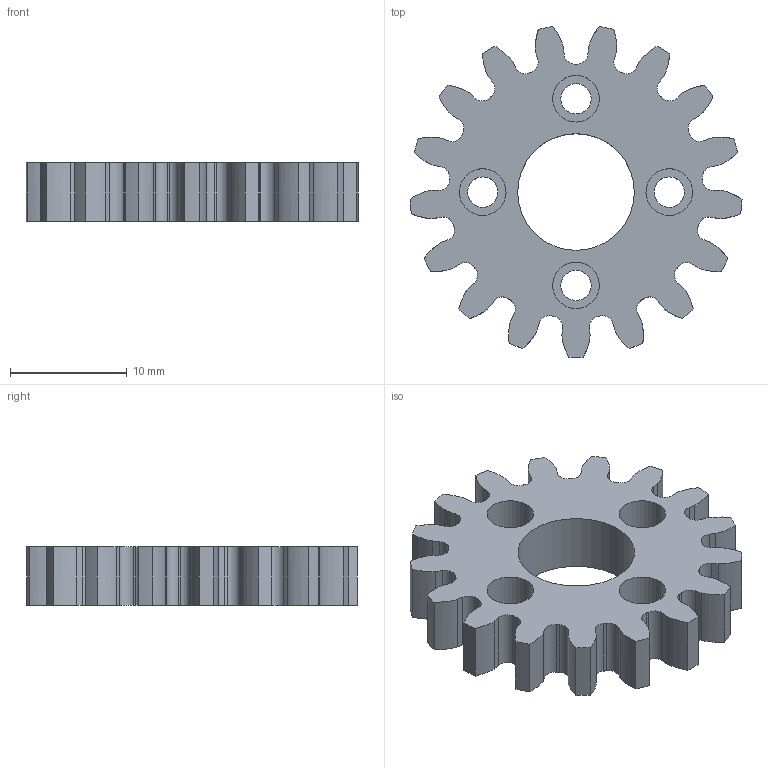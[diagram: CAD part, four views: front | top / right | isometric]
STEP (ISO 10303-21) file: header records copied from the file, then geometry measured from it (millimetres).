
FILE_DESCRIPTION(/* description */ (''),/* implementation_level */ '2;1');
FILE_NAME(/* name */ 'rotor_gear.step',/* time_stamp */ '2026-02-16T15:06:41-08:00',/* author */ (''),/* organization */ (''),/* preprocessor_version */ 'ST-DEVELOPER v20.1',/* originating_system */ 'Autodesk Translation Framework v14.24.0.0',/* authorisation */ '');
FILE_SCHEMA (('AUTOMOTIVE_DESIGN { 1 0 10303 214 3 1 1 }'));
Length unit declared in the file: millimetre
Products named in the file (4): Manuel 1.0; V4 robot arm; Waist; Rotor gear
Assembly tree (3 placements, depth 4):
  Manuel 1.0
    V4 robot arm
      Waist
        Rotor gear
Bounding box: 28.47 x 28.36 x 5 mm (x, y, z)
Volume: 1910.1 mm3; surface area: 1975.4 mm2
Topology: 1 solids, 1 shells, 151 faces, 435 edges, 290 vertices
Faces by surface type: cylinder 77, plane 40, bspline 34
Full cylindrical faces by diameter (mm): 2.6 x4, 4 x4, 10 x1
Entity records: 14881 total; most frequent: CARTESIAN_POINT 10981, ORIENTED_EDGE 870, DIRECTION 769, EDGE_CURVE 435, VERTEX_POINT 290, AXIS2_PLACEMENT_3D 278, LINE 213, VECTOR 213
